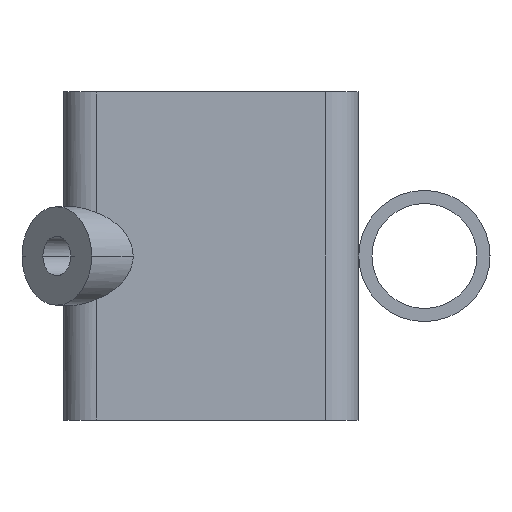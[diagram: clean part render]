
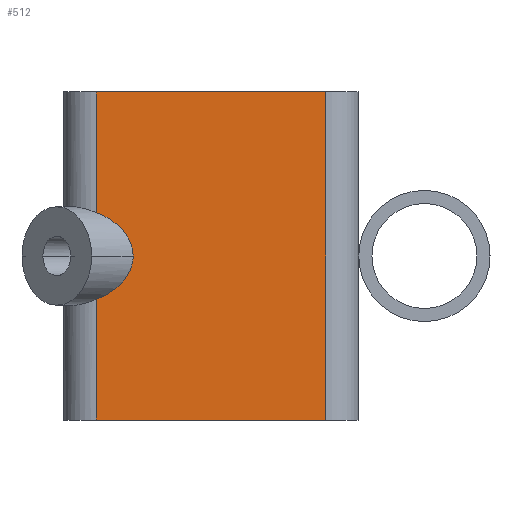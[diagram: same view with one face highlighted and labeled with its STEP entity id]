
A CAD part, left-side view. The second image highlights one B-rep face of the part: STEP entity #512.
In plain terms, the highlighted planar face has unit normal (-1, 0, 0).
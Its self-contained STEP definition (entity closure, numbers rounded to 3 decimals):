
#65 = DIRECTION ( 'NONE',  ( 0., 0., -1. ) ) ;
#70 = AXIS2_PLACEMENT_3D ( 'NONE', #940, #155, #258 ) ;
#72 = VERTEX_POINT ( 'NONE', #699 ) ;
#95 = LINE ( 'NONE', #458, #718 ) ;
#98 = CARTESIAN_POINT ( 'NONE',  ( 0., 40., 50. ) ) ;
#110 = CARTESIAN_POINT ( 'NONE',  ( 0., 34.393, 22.16 ) ) ;
#115 = CARTESIAN_POINT ( 'NONE',  ( 0., 40., 0. ) ) ;
#128 = CARTESIAN_POINT ( 'NONE',  ( 0., 34.393, 25. ) ) ;
#131 = LINE ( 'NONE', #911, #1074 ) ;
#142 = CARTESIAN_POINT ( 'NONE',  ( 0., 40., 31.614 ) ) ;
#150 = EDGE_CURVE ( 'NONE', #717, #310, #95, .T. ) ;
#155 = DIRECTION ( 'NONE',  ( 1., 0., 0. ) ) ;
#160 = CARTESIAN_POINT ( 'NONE',  ( 0., 40., 50. ) ) ;
#203 = EDGE_CURVE ( 'NONE', #601, #72, #279, .T. ) ;
#221 = EDGE_CURVE ( 'NONE', #310, #72, #131, .T. ) ;
#248 = CARTESIAN_POINT ( 'NONE',  ( 0., 40., 50. ) ) ;
#258 = DIRECTION ( 'NONE',  ( 0., 0., -1. ) ) ;
#268 =( BOUNDED_CURVE ( )  B_SPLINE_CURVE ( 3, ( #457, #725, #110, #809 ),
 .UNSPECIFIED., .F., .T. ) 
 B_SPLINE_CURVE_WITH_KNOTS ( ( 4, 4 ),
 ( 2.062, 3.142 ),
 .UNSPECIFIED. ) 
 CURVE ( )  GEOMETRIC_REPRESENTATION_ITEM ( )  RATIONAL_B_SPLINE_CURVE ( ( 1., 0.905, 0.905, 1. ) ) 
 REPRESENTATION_ITEM ( '' )  );
#276 = VECTOR ( 'NONE', #65, 1000. ) ;
#279 = LINE ( 'NONE', #977, #838 ) ;
#300 = ORIENTED_EDGE ( 'NONE', *, *, #150, .F. ) ;
#301 = VERTEX_POINT ( 'NONE', #987 ) ;
#310 = VERTEX_POINT ( 'NONE', #903 ) ;
#311 = CARTESIAN_POINT ( 'NONE',  ( 0., 36.458, 30.276 ) ) ;
#330 = VERTEX_POINT ( 'NONE', #500 ) ;
#363 = EDGE_LOOP ( 'NONE', ( #515, #859, #388, #994, #300, #605, #876 ) ) ;
#388 = ORIENTED_EDGE ( 'NONE', *, *, #203, .T. ) ;
#420 = PLANE ( 'NONE',  #70 ) ;
#457 = CARTESIAN_POINT ( 'NONE',  ( 0., 40., 18.386 ) ) ;
#458 = CARTESIAN_POINT ( 'NONE',  ( 0., 5., 50. ) ) ;
#500 = CARTESIAN_POINT ( 'NONE',  ( 0., 40., 31.614 ) ) ;
#512 = ADVANCED_FACE ( 'NONE', ( #698 ), #420, .F. ) ;
#515 = ORIENTED_EDGE ( 'NONE', *, *, #561, .F. ) ;
#531 = DIRECTION ( 'NONE',  ( 0., 0., -1. ) ) ;
#545 = DIRECTION ( 'NONE',  ( 0., -1., 0. ) ) ;
#561 = EDGE_CURVE ( 'NONE', #301, #949, #268, .T. ) ;
#582 = LINE ( 'NONE', #160, #276 ) ;
#601 = VERTEX_POINT ( 'NONE', #115 ) ;
#605 = ORIENTED_EDGE ( 'NONE', *, *, #738, .T. ) ;
#615 = LINE ( 'NONE', #98, #920 ) ;
#621 =( BOUNDED_CURVE ( )  B_SPLINE_CURVE ( 3, ( #1099, #1108, #311, #142 ),
 .UNSPECIFIED., .F., .T. ) 
 B_SPLINE_CURVE_WITH_KNOTS ( ( 4, 4 ),
 ( 3.142, 4.222 ),
 .UNSPECIFIED. ) 
 CURVE ( )  GEOMETRIC_REPRESENTATION_ITEM ( )  RATIONAL_B_SPLINE_CURVE ( ( 1., 0.905, 0.905, 1. ) ) 
 REPRESENTATION_ITEM ( '' )  );
#698 = FACE_OUTER_BOUND ( 'NONE', #363, .T. ) ;
#699 = CARTESIAN_POINT ( 'NONE',  ( 0., 5., 0. ) ) ;
#717 = VERTEX_POINT ( 'NONE', #248 ) ;
#718 = VECTOR ( 'NONE', #802, 1000. ) ;
#725 = CARTESIAN_POINT ( 'NONE',  ( 0., 36.458, 19.724 ) ) ;
#730 = DIRECTION ( 'NONE',  ( 0., 0., -1. ) ) ;
#738 = EDGE_CURVE ( 'NONE', #717, #330, #582, .T. ) ;
#802 = DIRECTION ( 'NONE',  ( 0., -1., 0. ) ) ;
#809 = CARTESIAN_POINT ( 'NONE',  ( 0., 34.393, 25. ) ) ;
#838 = VECTOR ( 'NONE', #545, 1000. ) ;
#859 = ORIENTED_EDGE ( 'NONE', *, *, #873, .T. ) ;
#873 = EDGE_CURVE ( 'NONE', #301, #601, #615, .T. ) ;
#876 = ORIENTED_EDGE ( 'NONE', *, *, #1044, .F. ) ;
#903 = CARTESIAN_POINT ( 'NONE',  ( 0., 5., 50. ) ) ;
#911 = CARTESIAN_POINT ( 'NONE',  ( 0., 5., 50. ) ) ;
#920 = VECTOR ( 'NONE', #531, 1000. ) ;
#940 = CARTESIAN_POINT ( 'NONE',  ( 0., 5., 50. ) ) ;
#949 = VERTEX_POINT ( 'NONE', #128 ) ;
#977 = CARTESIAN_POINT ( 'NONE',  ( 0., 5., 0. ) ) ;
#987 = CARTESIAN_POINT ( 'NONE',  ( 0., 40., 18.386 ) ) ;
#994 = ORIENTED_EDGE ( 'NONE', *, *, #221, .F. ) ;
#1044 = EDGE_CURVE ( 'NONE', #949, #330, #621, .T. ) ;
#1074 = VECTOR ( 'NONE', #730, 1000. ) ;
#1099 = CARTESIAN_POINT ( 'NONE',  ( 0., 34.393, 25. ) ) ;
#1108 = CARTESIAN_POINT ( 'NONE',  ( 0., 34.393, 27.84 ) ) ;
